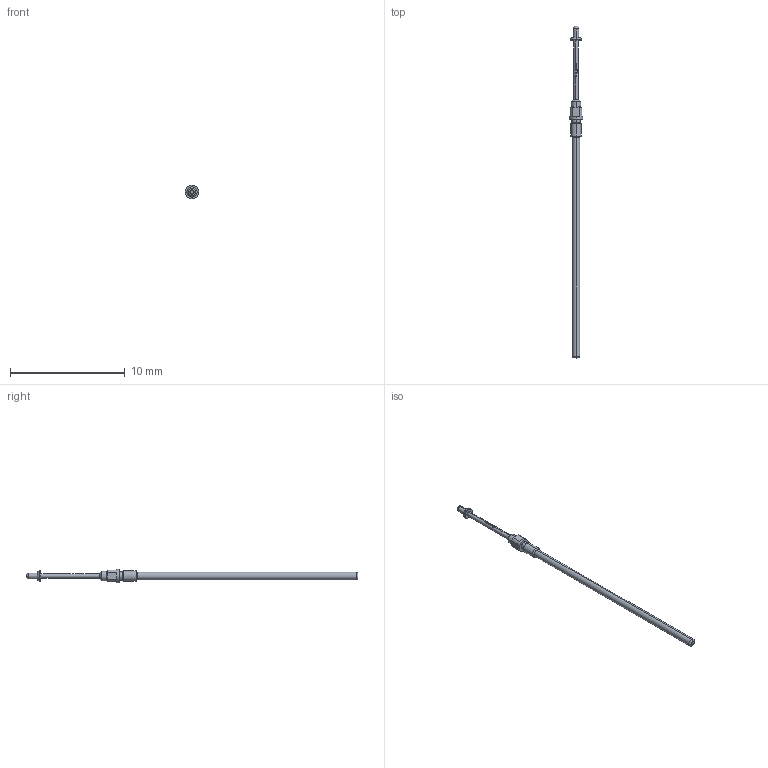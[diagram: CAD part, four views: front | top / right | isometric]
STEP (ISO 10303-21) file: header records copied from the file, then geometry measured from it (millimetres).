
FILE_DESCRIPTION (( 'STEP AP203' ), '1' );
FILE_NAME ('INGUN_T-097_305_050_100_090Axx02MO-G.STEP', '2022-02-09T05:40:54', ( 'ochi' ), ( '' ), 'SwSTEP 2.0', 'SolidWorks 2018', '' );
FILE_SCHEMA (( 'CONFIG_CONTROL_DESIGN' ));
Length unit declared in the file: millimetre
Products named in the file (1): INGUN_T-097_305_050_100_090Axx02MO-G
Bounding box: 1.15 x 28.9 x 1.15 mm (x, y, z)
Volume: 9.8 mm3; surface area: 60.6 mm2
Topology: 1 solids, 1 shells, 113 faces, 306 edges, 197 vertices
Faces by surface type: plane 42, cylinder 35, bspline 22, cone 8, torus 4, sphere 2
Entity records: 4041 total; most frequent: CARTESIAN_POINT 1547, ORIENTED_EDGE 608, DIRECTION 342, EDGE_CURVE 304, B_SPLINE_CURVE_WITH_KNOTS 198, VERTEX_POINT 197, AXIS2_PLACEMENT_3D 144, EDGE_LOOP 117
